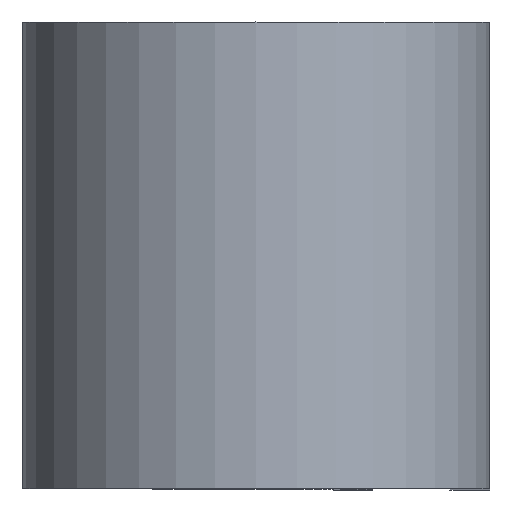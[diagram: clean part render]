
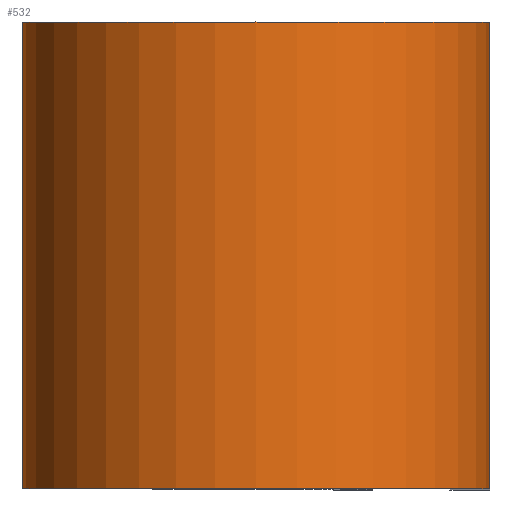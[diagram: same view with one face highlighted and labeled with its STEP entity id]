
A CAD part, top view. The second image highlights one B-rep face of the part: STEP entity #532.
In plain terms, the highlighted cylindrical face has radius 4.775 mm (diameter 9.55 mm), a partial arc.
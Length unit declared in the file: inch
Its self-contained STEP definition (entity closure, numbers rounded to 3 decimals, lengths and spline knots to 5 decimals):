
#2 = CARTESIAN_POINT ( 'NONE',  ( 0.188, 0.1875, 0. ) ) ;
#5 = FACE_OUTER_BOUND ( 'NONE', #371, .T. ) ;
#8 = VERTEX_POINT ( 'NONE', #56 ) ;
#23 = AXIS2_PLACEMENT_3D ( 'NONE', #400, #154, #352 ) ;
#40 = VERTEX_POINT ( 'NONE', #101 ) ;
#48 = DIRECTION ( 'NONE',  ( 0., -1., 0. ) ) ;
#56 = CARTESIAN_POINT ( 'NONE',  ( 0.188, -0.1875, 0. ) ) ;
#76 = ORIENTED_EDGE ( 'NONE', *, *, #296, .F. ) ;
#83 = ORIENTED_EDGE ( 'NONE', *, *, #563, .T. ) ;
#101 = CARTESIAN_POINT ( 'NONE',  ( 0., -0.1875, -0.188 ) ) ;
#103 = VECTOR ( 'NONE', #535, 39.37008 ) ;
#154 = DIRECTION ( 'NONE',  ( 0., -1., 0. ) ) ;
#161 = ORIENTED_EDGE ( 'NONE', *, *, #483, .F. ) ;
#199 = DIRECTION ( 'NONE',  ( 0., 1., 0. ) ) ;
#203 = CYLINDRICAL_SURFACE ( 'NONE', #23, 0.188 ) ;
#205 = CARTESIAN_POINT ( 'NONE',  ( 0., -0.1875, 0. ) ) ;
#223 = VECTOR ( 'NONE', #48, 39.37008 ) ;
#296 = EDGE_CURVE ( 'NONE', #524, #8, #634, .T. ) ;
#323 = AXIS2_PLACEMENT_3D ( 'NONE', #205, #413, #401 ) ;
#329 = CARTESIAN_POINT ( 'NONE',  ( 0.188, 0.1875, 0. ) ) ;
#352 = DIRECTION ( 'NONE',  ( 0., 0., -1. ) ) ;
#371 = EDGE_LOOP ( 'NONE', ( #83, #76, #161, #402 ) ) ;
#387 = LINE ( 'NONE', #603, #223 ) ;
#400 = CARTESIAN_POINT ( 'NONE',  ( 0., 0.1875, 0. ) ) ;
#401 = DIRECTION ( 'NONE',  ( 1., 0., 0. ) ) ;
#402 = ORIENTED_EDGE ( 'NONE', *, *, #525, .T. ) ;
#413 = DIRECTION ( 'NONE',  ( 0., 1., 0. ) ) ;
#445 = VERTEX_POINT ( 'NONE', #501 ) ;
#483 = EDGE_CURVE ( 'NONE', #445, #524, #506, .T. ) ;
#485 = AXIS2_PLACEMENT_3D ( 'NONE', #489, #199, #587 ) ;
#489 = CARTESIAN_POINT ( 'NONE',  ( 0., 0.1875, 0. ) ) ;
#501 = CARTESIAN_POINT ( 'NONE',  ( 0., 0.1875, -0.188 ) ) ;
#506 = CIRCLE ( 'NONE', #485, 0.188 ) ;
#524 = VERTEX_POINT ( 'NONE', #2 ) ;
#525 = EDGE_CURVE ( 'NONE', #445, #40, #387, .T. ) ;
#532 = ADVANCED_FACE ( 'NONE', ( #5 ), #203, .T. ) ;
#535 = DIRECTION ( 'NONE',  ( 0., -1., 0. ) ) ;
#563 = EDGE_CURVE ( 'NONE', #40, #8, #593, .T. ) ;
#587 = DIRECTION ( 'NONE',  ( 1., 0., 0. ) ) ;
#593 = CIRCLE ( 'NONE', #323, 0.188 ) ;
#603 = CARTESIAN_POINT ( 'NONE',  ( 0., 0.1875, -0.188 ) ) ;
#634 = LINE ( 'NONE', #329, #103 ) ;
